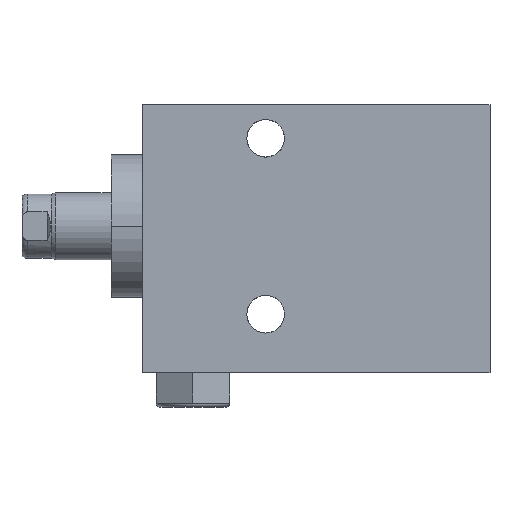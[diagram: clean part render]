
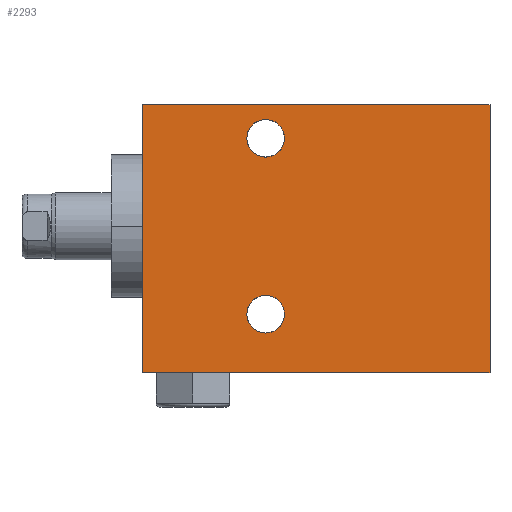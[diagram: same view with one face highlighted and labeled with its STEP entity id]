
A CAD part, front view. The second image highlights one B-rep face of the part: STEP entity #2293.
In plain terms, the highlighted planar face has unit normal (0, -1, 0).
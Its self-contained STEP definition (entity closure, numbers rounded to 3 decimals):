
#404=DIRECTION('',(0.,0.,-1.));
#405=VECTOR('',#404,50.8);
#406=CARTESIAN_POINT('',(0.,-14.288,23.012));
#407=LINE('',#406,#405);
#519=DIRECTION('',(1.,0.,0.));
#520=VECTOR('',#519,65.837);
#521=CARTESIAN_POINT('',(0.,-14.288,-27.788));
#522=LINE('',#521,#520);
#558=DIRECTION('',(1.,0.,0.));
#559=VECTOR('',#558,65.837);
#560=CARTESIAN_POINT('',(0.,-14.288,23.012));
#561=LINE('',#560,#559);
#565=CARTESIAN_POINT('',(23.317,-14.288,16.662));
#566=DIRECTION('',(0.,-1.,0.));
#567=DIRECTION('',(1.,0.,0.));
#568=AXIS2_PLACEMENT_3D('',#565,#566,#567);
#573=CARTESIAN_POINT('',(23.317,-14.288,16.662));
#574=DIRECTION('',(0.,-1.,0.));
#575=DIRECTION('',(-1.,0.,0.));
#576=AXIS2_PLACEMENT_3D('',#573,#574,#575);
#581=CARTESIAN_POINT('',(23.317,-14.288,-16.688));
#582=DIRECTION('',(0.,-1.,0.));
#583=DIRECTION('',(1.,0.,0.));
#584=AXIS2_PLACEMENT_3D('',#581,#582,#583);
#589=CARTESIAN_POINT('',(23.317,-14.288,-16.688));
#590=DIRECTION('',(0.,-1.,0.));
#591=DIRECTION('',(-1.,0.,0.));
#592=AXIS2_PLACEMENT_3D('',#589,#590,#591);
#618=DIRECTION('',(0.,0.,-1.));
#619=VECTOR('',#618,50.8);
#620=CARTESIAN_POINT('',(65.837,-14.288,23.012));
#621=LINE('',#620,#619);
#1431=CARTESIAN_POINT('',(0.,-14.288,23.012));
#1433=VERTEX_POINT('',#1431);
#1434=CARTESIAN_POINT('',(0.,-14.288,-27.788));
#1435=VERTEX_POINT('',#1434);
#1439=CARTESIAN_POINT('',(65.837,-14.288,23.012));
#1441=VERTEX_POINT('',#1439);
#1442=CARTESIAN_POINT('',(65.837,-14.288,-27.788));
#1443=VERTEX_POINT('',#1442);
#1454=CARTESIAN_POINT('',(26.886,-14.288,16.662));
#1455=CARTESIAN_POINT('',(19.749,-14.288,16.662));
#1456=VERTEX_POINT('',#1454);
#1457=VERTEX_POINT('',#1455);
#1468=CARTESIAN_POINT('',(26.886,-14.288,-16.688));
#1469=CARTESIAN_POINT('',(19.749,-14.288,-16.688));
#1470=VERTEX_POINT('',#1468);
#1471=VERTEX_POINT('',#1469);
#2269=CARTESIAN_POINT('',(0.,-14.288,23.012));
#2270=DIRECTION('',(0.,-1.,0.));
#2271=DIRECTION('',(0.,0.,-1.));
#2272=AXIS2_PLACEMENT_3D('',#2269,#2270,#2271);
#2273=PLANE('',#2272);
#2274=ORIENTED_EDGE('',*,*,#2176,.F.);
#2275=ORIENTED_EDGE('',*,*,#2212,.T.);
#2277=ORIENTED_EDGE('',*,*,#2276,.T.);
#2278=ORIENTED_EDGE('',*,*,#2249,.F.);
#2279=EDGE_LOOP('',(#2274,#2275,#2277,#2278));
#2280=FACE_OUTER_BOUND('',#2279,.F.);
#2282=ORIENTED_EDGE('',*,*,#2281,.T.);
#2284=ORIENTED_EDGE('',*,*,#2283,.T.);
#2285=EDGE_LOOP('',(#2282,#2284));
#2286=FACE_BOUND('',#2285,.F.);
#2288=ORIENTED_EDGE('',*,*,#2287,.T.);
#2290=ORIENTED_EDGE('',*,*,#2289,.T.);
#2291=EDGE_LOOP('',(#2288,#2290));
#2292=FACE_BOUND('',#2291,.F.);
#569=CIRCLE('',#568,3.569);
#577=CIRCLE('',#576,3.569);
#585=CIRCLE('',#584,3.569);
#593=CIRCLE('',#592,3.569);
#2176=EDGE_CURVE('',#1433,#1435,#407,.T.);
#2212=EDGE_CURVE('',#1433,#1441,#561,.T.);
#2249=EDGE_CURVE('',#1435,#1443,#522,.T.);
#2276=EDGE_CURVE('',#1441,#1443,#621,.T.);
#2281=EDGE_CURVE('',#1456,#1457,#569,.T.);
#2283=EDGE_CURVE('',#1457,#1456,#577,.T.);
#2287=EDGE_CURVE('',#1470,#1471,#585,.T.);
#2289=EDGE_CURVE('',#1471,#1470,#593,.T.);
#2293=ADVANCED_FACE('',(#2280,#2286,#2292),#2273,.T.);
